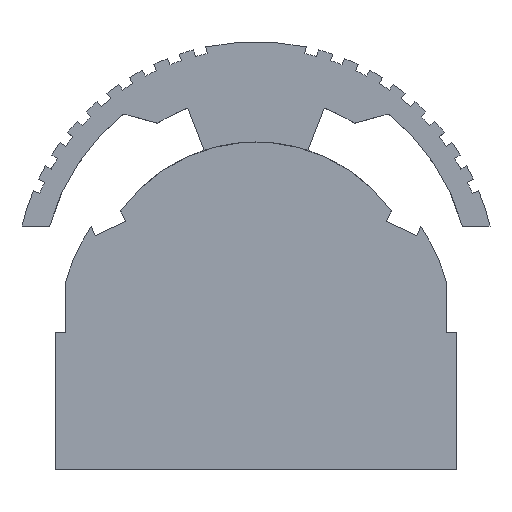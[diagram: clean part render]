
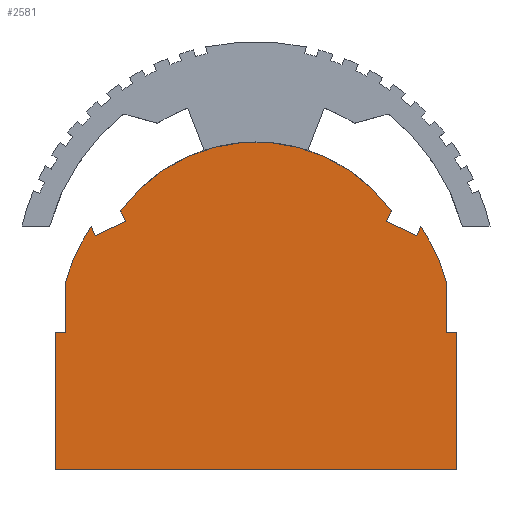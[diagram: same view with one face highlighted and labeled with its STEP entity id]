
A CAD part, top view. The second image highlights one B-rep face of the part: STEP entity #2581.
In plain terms, the highlighted planar face has unit normal (0, 0, 1).
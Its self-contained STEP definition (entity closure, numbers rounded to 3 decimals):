
#94=PLANE('',#2823);
#225=FACE_OUTER_BOUND('',#361,.T.);
#361=EDGE_LOOP('',(#2316,#2317,#2318,#2319,#2320,#2321,#2322,#2323,#2324,
#2325,#2326,#2327,#2328,#2329,#2330,#2331));
#631=LINE('',#4288,#912);
#632=LINE('',#4290,#913);
#633=LINE('',#4292,#914);
#634=LINE('',#4294,#915);
#635=LINE('',#4296,#916);
#636=LINE('',#4298,#917);
#637=LINE('',#4300,#918);
#638=LINE('',#4304,#919);
#639=LINE('',#4306,#920);
#640=LINE('',#4308,#921);
#641=LINE('',#4312,#922);
#642=LINE('',#4314,#923);
#643=LINE('',#4315,#924);
#912=VECTOR('',#3521,10.);
#913=VECTOR('',#3522,10.);
#914=VECTOR('',#3523,10.);
#915=VECTOR('',#3524,10.);
#916=VECTOR('',#3525,10.);
#917=VECTOR('',#3526,10.);
#918=VECTOR('',#3527,10.);
#919=VECTOR('',#3530,10.);
#920=VECTOR('',#3531,10.);
#921=VECTOR('',#3532,10.);
#922=VECTOR('',#3535,10.);
#923=VECTOR('',#3536,10.);
#924=VECTOR('',#3537,10.);
#1034=CIRCLE('',#2824,5.92);
#1035=CIRCLE('',#2825,5.92);
#1036=CIRCLE('',#2826,5.);
#1271=VERTEX_POINT('',#4284);
#1272=VERTEX_POINT('',#4285);
#1273=VERTEX_POINT('',#4287);
#1274=VERTEX_POINT('',#4289);
#1275=VERTEX_POINT('',#4291);
#1276=VERTEX_POINT('',#4293);
#1277=VERTEX_POINT('',#4295);
#1278=VERTEX_POINT('',#4297);
#1279=VERTEX_POINT('',#4299);
#1280=VERTEX_POINT('',#4301);
#1281=VERTEX_POINT('',#4303);
#1282=VERTEX_POINT('',#4305);
#1283=VERTEX_POINT('',#4307);
#1284=VERTEX_POINT('',#4309);
#1285=VERTEX_POINT('',#4311);
#1286=VERTEX_POINT('',#4313);
#1632=EDGE_CURVE('',#1271,#1272,#1034,.T.);
#1633=EDGE_CURVE('',#1272,#1273,#631,.T.);
#1634=EDGE_CURVE('',#1273,#1274,#632,.T.);
#1635=EDGE_CURVE('',#1274,#1275,#633,.T.);
#1636=EDGE_CURVE('',#1275,#1276,#634,.T.);
#1637=EDGE_CURVE('',#1276,#1277,#635,.T.);
#1638=EDGE_CURVE('',#1277,#1278,#636,.T.);
#1639=EDGE_CURVE('',#1278,#1279,#637,.T.);
#1640=EDGE_CURVE('',#1279,#1280,#1035,.T.);
#1641=EDGE_CURVE('',#1280,#1281,#638,.T.);
#1642=EDGE_CURVE('',#1281,#1282,#639,.T.);
#1643=EDGE_CURVE('',#1282,#1283,#640,.T.);
#1644=EDGE_CURVE('',#1283,#1284,#1036,.T.);
#1645=EDGE_CURVE('',#1284,#1285,#641,.T.);
#1646=EDGE_CURVE('',#1285,#1286,#642,.T.);
#1647=EDGE_CURVE('',#1286,#1271,#643,.T.);
#2316=ORIENTED_EDGE('',*,*,#1632,.T.);
#2317=ORIENTED_EDGE('',*,*,#1633,.T.);
#2318=ORIENTED_EDGE('',*,*,#1634,.T.);
#2319=ORIENTED_EDGE('',*,*,#1635,.T.);
#2320=ORIENTED_EDGE('',*,*,#1636,.T.);
#2321=ORIENTED_EDGE('',*,*,#1637,.T.);
#2322=ORIENTED_EDGE('',*,*,#1638,.T.);
#2323=ORIENTED_EDGE('',*,*,#1639,.T.);
#2324=ORIENTED_EDGE('',*,*,#1640,.T.);
#2325=ORIENTED_EDGE('',*,*,#1641,.T.);
#2326=ORIENTED_EDGE('',*,*,#1642,.T.);
#2327=ORIENTED_EDGE('',*,*,#1643,.T.);
#2328=ORIENTED_EDGE('',*,*,#1644,.T.);
#2329=ORIENTED_EDGE('',*,*,#1645,.T.);
#2330=ORIENTED_EDGE('',*,*,#1646,.T.);
#2331=ORIENTED_EDGE('',*,*,#1647,.T.);
#2581=ADVANCED_FACE('',(#225),#94,.T.);
#2823=AXIS2_PLACEMENT_3D('',#4283,#3517,#3518);
#2824=AXIS2_PLACEMENT_3D('',#4286,#3519,#3520);
#2825=AXIS2_PLACEMENT_3D('',#4302,#3528,#3529);
#2826=AXIS2_PLACEMENT_3D('',#4310,#3533,#3534);
#3517=DIRECTION('center_axis',(0.,0.,1.));
#3518=DIRECTION('ref_axis',(-1.,0.,0.));
#3519=DIRECTION('center_axis',(0.,0.,1.));
#3520=DIRECTION('ref_axis',(-0.833,0.553,0.));
#3521=DIRECTION('',(0.,-1.,0.));
#3522=DIRECTION('',(-1.,0.,0.));
#3523=DIRECTION('',(0.,-1.,0.));
#3524=DIRECTION('',(1.,0.,0.));
#3525=DIRECTION('',(0.,1.,0.));
#3526=DIRECTION('',(-1.,0.,0.));
#3527=DIRECTION('',(0.,1.,0.));
#3528=DIRECTION('center_axis',(0.,0.,1.));
#3529=DIRECTION('ref_axis',(0.963,0.27,0.));
#3530=DIRECTION('',(-0.423,-0.906,0.));
#3531=DIRECTION('',(-0.906,0.423,0.));
#3532=DIRECTION('',(0.423,0.906,0.));
#3533=DIRECTION('center_axis',(0.,0.,1.));
#3534=DIRECTION('ref_axis',(0.809,0.587,0.));
#3535=DIRECTION('',(0.423,-0.906,0.));
#3536=DIRECTION('',(-0.906,-0.423,0.));
#3537=DIRECTION('',(-0.423,0.906,0.));
#4283=CARTESIAN_POINT('Origin',(0.,4.9,1.9));
#4284=CARTESIAN_POINT('',(-4.933,7.273,1.9));
#4285=CARTESIAN_POINT('',(-5.7,5.6,1.9));
#4286=CARTESIAN_POINT('Origin',(0.,4.,1.9));
#4287=CARTESIAN_POINT('',(-5.7,4.1,1.9));
#4288=CARTESIAN_POINT('',(-5.7,4.1,1.9));
#4289=CARTESIAN_POINT('',(-6.,4.1,1.9));
#4290=CARTESIAN_POINT('',(-6.,4.1,1.9));
#4291=CARTESIAN_POINT('',(-6.,0.,1.9));
#4292=CARTESIAN_POINT('',(-6.,0.,1.9));
#4293=CARTESIAN_POINT('',(6.,0.,1.9));
#4294=CARTESIAN_POINT('',(-6.,0.,1.9));
#4295=CARTESIAN_POINT('',(6.,4.1,1.9));
#4296=CARTESIAN_POINT('',(6.,0.,1.9));
#4297=CARTESIAN_POINT('',(5.7,4.1,1.9));
#4298=CARTESIAN_POINT('',(6.,4.1,1.9));
#4299=CARTESIAN_POINT('',(5.7,5.6,1.9));
#4300=CARTESIAN_POINT('',(5.7,4.1,1.9));
#4301=CARTESIAN_POINT('',(4.933,7.273,1.9));
#4302=CARTESIAN_POINT('Origin',(0.,4.,1.9));
#4303=CARTESIAN_POINT('',(4.806,7.001,1.9));
#4304=CARTESIAN_POINT('',(4.933,7.273,1.9));
#4305=CARTESIAN_POINT('',(3.9,7.424,1.9));
#4306=CARTESIAN_POINT('',(4.806,7.001,1.9));
#4307=CARTESIAN_POINT('',(4.046,7.737,1.9));
#4308=CARTESIAN_POINT('',(3.9,7.424,1.9));
#4309=CARTESIAN_POINT('',(-4.046,7.737,1.9));
#4310=CARTESIAN_POINT('Origin',(0.,4.8,1.9));
#4311=CARTESIAN_POINT('',(-3.9,7.424,1.9));
#4312=CARTESIAN_POINT('',(-3.9,7.424,1.9));
#4313=CARTESIAN_POINT('',(-4.806,7.001,1.9));
#4314=CARTESIAN_POINT('',(-4.806,7.001,1.9));
#4315=CARTESIAN_POINT('',(-4.933,7.273,1.9));
